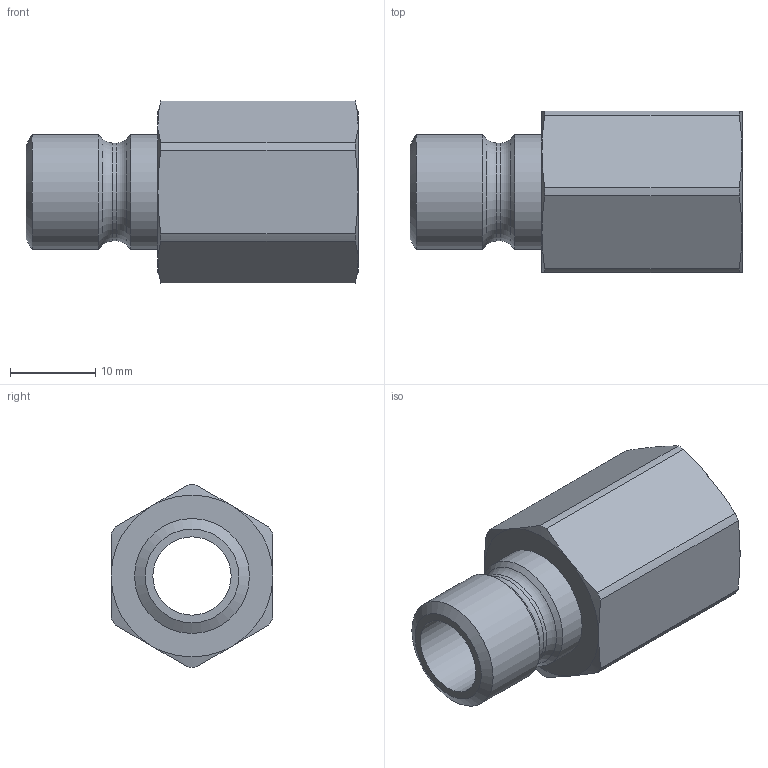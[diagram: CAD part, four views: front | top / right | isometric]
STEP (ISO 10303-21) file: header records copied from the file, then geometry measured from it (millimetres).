
FILE_DESCRIPTION((''),'2;1');
FILE_NAME('87sfiw17mxx.stp','2013-11-19T09:55:04',('IA176480'),(''),'Autodesk Inventor 2013','Autodesk Inventor 2013','');
FILE_SCHEMA(('AUTOMOTIVE_DESIGN { 1 0 10303 214 1 1 1 1 }'));
Length unit declared in the file: millimetre
Products named in the file (1): D108468
Bounding box: 39 x 19 x 21.4 mm (x, y, z)
Volume: 5060.9 mm3; surface area: 4040.1 mm2
Topology: 1 solids, 1 shells, 39 faces, 85 edges, 50 vertices
Faces by surface type: cone 16, cylinder 11, plane 10, torus 2
Full cylindrical faces by diameter (mm): 9.2 x1, 11.5 x1, 13.5 x2, 14.95 x1
Entity records: 1008 total; most frequent: CARTESIAN_POINT 212, DIRECTION 168, ORIENTED_EDGE 148, AXIS2_PLACEMENT_3D 78, EDGE_CURVE 74, EDGE_LOOP 54, VERTEX_POINT 50, FACE_OUTER_BOUND 39
